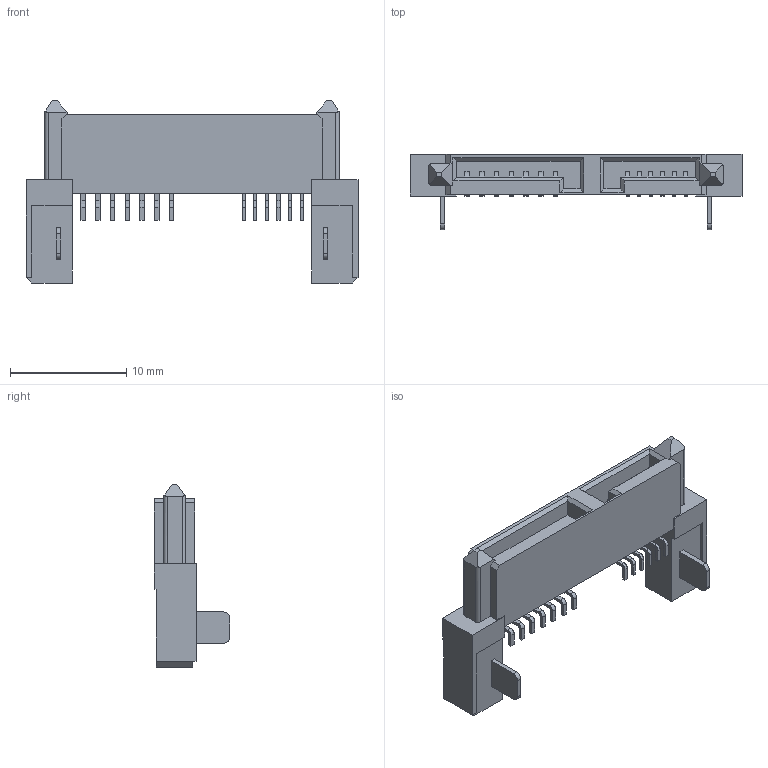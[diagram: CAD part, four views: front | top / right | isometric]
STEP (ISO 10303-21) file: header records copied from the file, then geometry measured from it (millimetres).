
FILE_DESCRIPTION((''),'2;1');
FILE_NAME('C-1-1735413-1','2017-09-26T',('workeradm'),('Tyco Electronics Ltd.'),'CREO PARAMETRIC BY PTC INC, 2016050','CREO PARAMETRIC BY PTC INC, 2016050','');
FILE_SCHEMA(('AUTOMOTIVE_DESIGN { 1 0 10303 214 1 1 1 1 }'));
Length unit declared in the file: millimetre
Products named in the file (1): C-1-1735413-1
Bounding box: 28.6 x 6.5 x 15.7 mm (x, y, z)
Volume: 652.3 mm3; surface area: 1174.6 mm2
Topology: 1 solids, 1 shells, 317 faces, 843 edges, 556 vertices
Faces by surface type: plane 231, cylinder 86
Entity records: 9963 total; most frequent: CARTESIAN_POINT 1740, ORIENTED_EDGE 1686, DIRECTION 1637, EDGE_CURVE 843, VECTOR 667, LINE 667, VERTEX_POINT 556, AXIS2_PLACEMENT_3D 485
